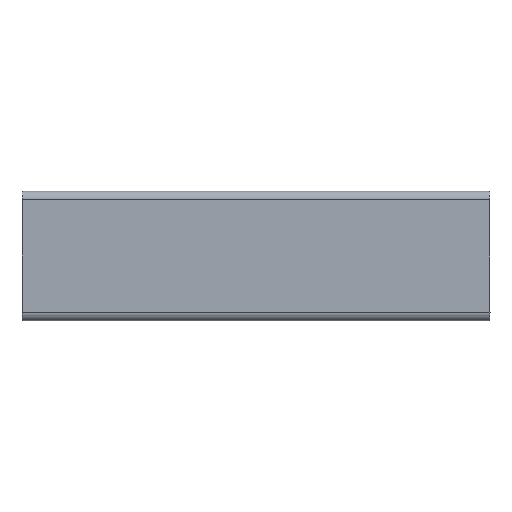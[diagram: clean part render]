
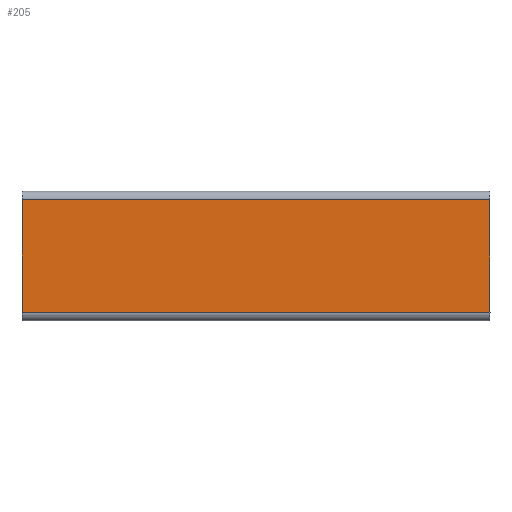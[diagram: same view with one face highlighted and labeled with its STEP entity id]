
A CAD part, left-side view. The second image highlights one B-rep face of the part: STEP entity #205.
In plain terms, the highlighted planar face has unit normal (-1, 0, 0).
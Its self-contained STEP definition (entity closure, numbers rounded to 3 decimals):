
#28=DIRECTION('',(0.,0.,1.));
#29=VECTOR('',#28,3.374);
#30=CARTESIAN_POINT('',(12.182,8.375,49.608));
#31=LINE('',#30,#29);
#32=DIRECTION('',(0.,0.,-1.));
#33=VECTOR('',#32,3.374);
#34=CARTESIAN_POINT('',(12.182,22.375,52.982));
#35=LINE('',#34,#33);
#54=DIRECTION('',(0.,1.,0.));
#55=VECTOR('',#54,14.);
#56=CARTESIAN_POINT('',(12.182,8.375,49.608));
#57=LINE('',#56,#55);
#62=DIRECTION('',(0.,-1.,0.));
#63=VECTOR('',#62,14.);
#64=CARTESIAN_POINT('',(12.182,22.375,52.982));
#65=LINE('',#64,#63);
#142=CARTESIAN_POINT('',(12.182,22.375,52.982));
#143=CARTESIAN_POINT('',(12.182,8.375,52.982));
#144=VERTEX_POINT('',#142);
#145=VERTEX_POINT('',#143);
#146=CARTESIAN_POINT('',(12.182,8.375,49.608));
#147=VERTEX_POINT('',#146);
#148=CARTESIAN_POINT('',(12.182,22.375,49.608));
#149=VERTEX_POINT('',#148);
#191=CARTESIAN_POINT('',(12.182,22.375,49.645));
#192=DIRECTION('',(-1.,0.,0.));
#193=DIRECTION('',(0.,0.,-1.));
#194=AXIS2_PLACEMENT_3D('',#191,#192,#193);
#195=PLANE('',#194);
#197=ORIENTED_EDGE('',*,*,#196,.F.);
#199=ORIENTED_EDGE('',*,*,#198,.T.);
#200=ORIENTED_EDGE('',*,*,#171,.F.);
#202=ORIENTED_EDGE('',*,*,#201,.T.);
#203=EDGE_LOOP('',(#197,#199,#200,#202));
#204=FACE_OUTER_BOUND('',#203,.F.);
#205=ADVANCED_FACE('',(#204),#195,.T.);
#171=EDGE_CURVE('',#144,#149,#35,.T.);
#196=EDGE_CURVE('',#147,#145,#31,.T.);
#198=EDGE_CURVE('',#147,#149,#57,.T.);
#201=EDGE_CURVE('',#144,#145,#65,.T.);
